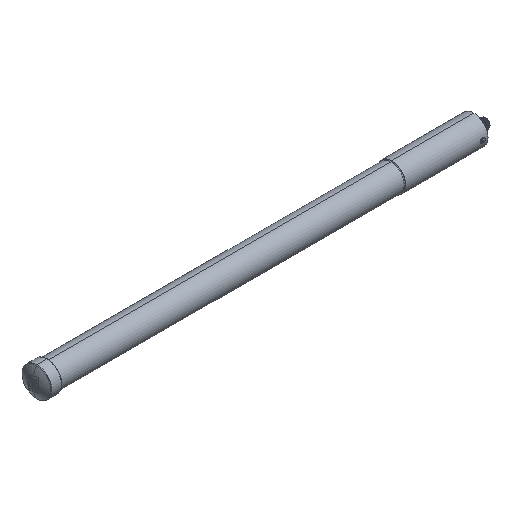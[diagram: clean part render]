
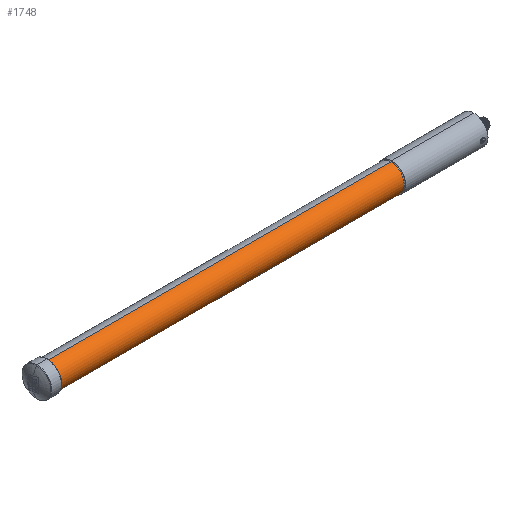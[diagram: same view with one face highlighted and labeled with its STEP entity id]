
A CAD part, isometric view. The second image highlights one B-rep face of the part: STEP entity #1748.
In plain terms, the highlighted cylindrical face has radius 20.168 mm (diameter 40.335 mm), a partial arc.
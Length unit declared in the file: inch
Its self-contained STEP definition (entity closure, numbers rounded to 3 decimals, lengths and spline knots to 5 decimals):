
#671 = EDGE_CURVE ( 'NONE', #672, #673, #4328, .T. ) ;
#672 = VERTEX_POINT ( 'NONE', #4329 ) ;
#673 = VERTEX_POINT ( 'NONE', #4332 ) ;
#868 = VERTEX_POINT ( 'NONE', #4677 ) ;
#902 = EDGE_CURVE ( 'NONE', #868, #1093, #4780, .T. ) ;
#1093 = VERTEX_POINT ( 'NONE', #5195 ) ;
#1094 = EDGE_CURVE ( 'NONE', #672, #868, #5268, .T. ) ;
#1097 = EDGE_CURVE ( 'NONE', #673, #1093, #5267, .T. ) ;
#1510 = ORIENTED_EDGE ( 'NONE', *, *, #1094, .F. ) ;
#1729 = EDGE_LOOP ( 'NONE', ( #1510, #1747, #1752, #1738 ) ) ;
#1738 = ORIENTED_EDGE ( 'NONE', *, *, #902, .F. ) ;
#1747 = ORIENTED_EDGE ( 'NONE', *, *, #671, .T. ) ;
#1748 = ADVANCED_FACE ( 'NONE', ( #6243 ), #6167, .T. ) ;
#1752 = ORIENTED_EDGE ( 'NONE', *, *, #1097, .T. ) ;
#4245 = AXIS2_PLACEMENT_3D ( 'NONE', #4309, #4308, #4307 ) ;
#4307 = DIRECTION ( 'NONE',  ( 0., 0., -1. ) ) ;
#4308 = DIRECTION ( 'NONE',  ( 1., 0., 0. ) ) ;
#4309 = CARTESIAN_POINT ( 'NONE',  ( -25.46, 0., 0. ) ) ;
#4328 = CIRCLE ( 'NONE', #4245, 0.794 ) ;
#4329 = CARTESIAN_POINT ( 'NONE',  ( -25.46, 0., 0.794 ) ) ;
#4332 = CARTESIAN_POINT ( 'NONE',  ( -25.46, 0., -0.794 ) ) ;
#4648 = DIRECTION ( 'NONE',  ( 0., 0., -1. ) ) ;
#4649 = DIRECTION ( 'NONE',  ( 1., 0., 0. ) ) ;
#4650 = AXIS2_PLACEMENT_3D ( 'NONE', #4657, #4649, #4648 ) ;
#4657 = CARTESIAN_POINT ( 'NONE',  ( -4.963, 0., 0. ) ) ;
#4677 = CARTESIAN_POINT ( 'NONE',  ( -4.963, 0., 0.794 ) ) ;
#4780 = CIRCLE ( 'NONE', #4650, 0.794 ) ;
#5150 = CARTESIAN_POINT ( 'NONE',  ( 8.51438, 0., 0.794 ) ) ;
#5157 = VECTOR ( 'NONE', #5207, 39.37008 ) ;
#5179 = DIRECTION ( 'NONE',  ( 1., 0., 0. ) ) ;
#5192 = CARTESIAN_POINT ( 'NONE',  ( 8.51438, 0., -0.794 ) ) ;
#5195 = CARTESIAN_POINT ( 'NONE',  ( -4.963, 0., -0.794 ) ) ;
#5207 = DIRECTION ( 'NONE',  ( 1., 0., 0. ) ) ;
#5256 = VECTOR ( 'NONE', #5179, 39.37008 ) ;
#5267 = LINE ( 'NONE', #5192, #5157 ) ;
#5268 = LINE ( 'NONE', #5150, #5256 ) ;
#6165 = AXIS2_PLACEMENT_3D ( 'NONE', #6188, #6187, #6186 ) ;
#6167 = CYLINDRICAL_SURFACE ( 'NONE', #6165, 0.794 ) ;
#6186 = DIRECTION ( 'NONE',  ( 0., 0., -1. ) ) ;
#6187 = DIRECTION ( 'NONE',  ( 1., 0., 0. ) ) ;
#6188 = CARTESIAN_POINT ( 'NONE',  ( 8.51438, 0., 0. ) ) ;
#6243 = FACE_OUTER_BOUND ( 'NONE', #1729, .T. ) ;
